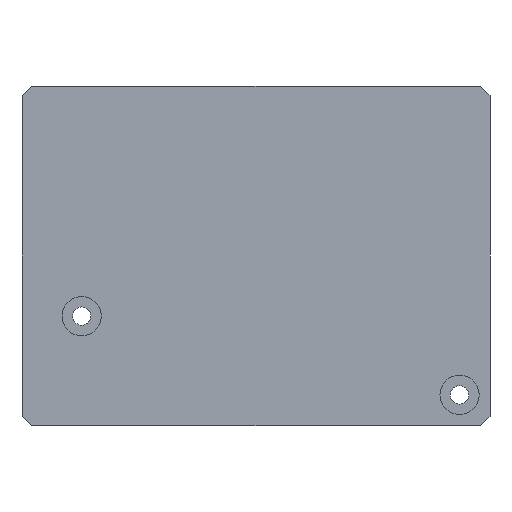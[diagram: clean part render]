
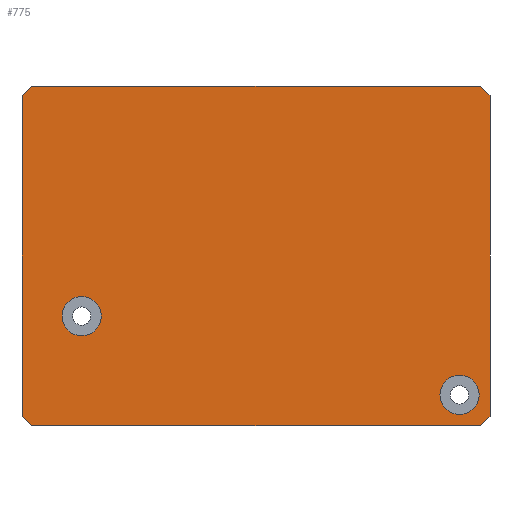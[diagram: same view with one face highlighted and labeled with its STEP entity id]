
A CAD part, front view. The second image highlights one B-rep face of the part: STEP entity #775.
In plain terms, the highlighted planar face has unit normal (0, -1, 0).
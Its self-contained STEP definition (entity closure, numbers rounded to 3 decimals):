
#22=FACE_BOUND('',#125,.T.);
#23=FACE_BOUND('',#126,.T.);
#36=CIRCLE('',#831,3.);
#37=CIRCLE('',#832,3.);
#76=FACE_OUTER_BOUND('',#124,.T.);
#124=EDGE_LOOP('',(#555,#556,#557,#558,#559,#560,#561,#562));
#125=EDGE_LOOP('',(#563));
#126=EDGE_LOOP('',(#564));
#191=LINE('',#1177,#273);
#192=LINE('',#1179,#274);
#193=LINE('',#1181,#275);
#194=LINE('',#1183,#276);
#195=LINE('',#1185,#277);
#196=LINE('',#1187,#278);
#197=LINE('',#1189,#279);
#198=LINE('',#1190,#280);
#273=VECTOR('',#943,10.);
#274=VECTOR('',#944,10.);
#275=VECTOR('',#945,10.);
#276=VECTOR('',#946,10.);
#277=VECTOR('',#947,10.);
#278=VECTOR('',#948,10.);
#279=VECTOR('',#949,10.);
#280=VECTOR('',#950,10.);
#353=VERTEX_POINT('',#1175);
#354=VERTEX_POINT('',#1176);
#355=VERTEX_POINT('',#1178);
#356=VERTEX_POINT('',#1180);
#357=VERTEX_POINT('',#1182);
#358=VERTEX_POINT('',#1184);
#359=VERTEX_POINT('',#1186);
#360=VERTEX_POINT('',#1188);
#361=VERTEX_POINT('',#1191);
#362=VERTEX_POINT('',#1193);
#431=EDGE_CURVE('',#353,#354,#191,.T.);
#432=EDGE_CURVE('',#354,#355,#192,.T.);
#433=EDGE_CURVE('',#355,#356,#193,.T.);
#434=EDGE_CURVE('',#356,#357,#194,.T.);
#435=EDGE_CURVE('',#357,#358,#195,.T.);
#436=EDGE_CURVE('',#358,#359,#196,.T.);
#437=EDGE_CURVE('',#359,#360,#197,.T.);
#438=EDGE_CURVE('',#360,#353,#198,.T.);
#439=EDGE_CURVE('',#361,#361,#36,.T.);
#440=EDGE_CURVE('',#362,#362,#37,.T.);
#555=ORIENTED_EDGE('',*,*,#431,.T.);
#556=ORIENTED_EDGE('',*,*,#432,.T.);
#557=ORIENTED_EDGE('',*,*,#433,.T.);
#558=ORIENTED_EDGE('',*,*,#434,.T.);
#559=ORIENTED_EDGE('',*,*,#435,.T.);
#560=ORIENTED_EDGE('',*,*,#436,.T.);
#561=ORIENTED_EDGE('',*,*,#437,.T.);
#562=ORIENTED_EDGE('',*,*,#438,.T.);
#563=ORIENTED_EDGE('',*,*,#439,.T.);
#564=ORIENTED_EDGE('',*,*,#440,.T.);
#741=PLANE('',#830);
#775=ADVANCED_FACE('',(#76,#22,#23),#741,.T.);
#830=AXIS2_PLACEMENT_3D('',#1174,#941,#942);
#831=AXIS2_PLACEMENT_3D('',#1192,#951,#952);
#832=AXIS2_PLACEMENT_3D('',#1194,#953,#954);
#941=DIRECTION('center_axis',(0.,-1.,0.));
#942=DIRECTION('ref_axis',(0.,0.,1.));
#943=DIRECTION('',(0.707,0.,0.707));
#944=DIRECTION('',(0.,0.,1.));
#945=DIRECTION('',(-0.707,0.,0.707));
#946=DIRECTION('',(-1.,0.,0.));
#947=DIRECTION('',(-0.707,0.,-0.707));
#948=DIRECTION('',(0.,0.,-1.));
#949=DIRECTION('',(0.707,0.,-0.707));
#950=DIRECTION('',(1.,0.,0.));
#951=DIRECTION('center_axis',(0.,1.,0.));
#952=DIRECTION('ref_axis',(1.,0.,0.));
#953=DIRECTION('center_axis',(0.,1.,0.));
#954=DIRECTION('ref_axis',(1.,0.,0.));
#1174=CARTESIAN_POINT('Origin',(0.27,-6.053,-48.961));
#1175=CARTESIAN_POINT('',(68.83,-6.053,-50.461));
#1176=CARTESIAN_POINT('',(70.33,-6.053,-48.961));
#1177=CARTESIAN_POINT('',(52.44,-6.053,-66.851));
#1178=CARTESIAN_POINT('',(70.33,-6.053,-0.015));
#1179=CARTESIAN_POINT('',(70.33,-6.053,-0.015));
#1180=CARTESIAN_POINT('',(68.83,-6.053,1.485));
#1181=CARTESIAN_POINT('',(64.677,-6.053,5.638));
#1182=CARTESIAN_POINT('',(0.27,-6.053,1.485));
#1183=CARTESIAN_POINT('',(0.27,-6.053,1.485));
#1184=CARTESIAN_POINT('',(-1.23,-6.053,-0.015));
#1185=CARTESIAN_POINT('',(-12.717,-6.053,-11.502));
#1186=CARTESIAN_POINT('',(-1.23,-6.053,-48.961));
#1187=CARTESIAN_POINT('',(-1.23,-6.053,-36.725));
#1188=CARTESIAN_POINT('',(0.27,-6.053,-50.461));
#1189=CARTESIAN_POINT('',(-0.48,-6.053,-49.711));
#1190=CARTESIAN_POINT('',(68.83,-6.053,-50.461));
#1191=CARTESIAN_POINT('',(4.89,-6.053,-33.67));
#1192=CARTESIAN_POINT('Origin',(7.89,-6.053,-33.67));
#1193=CARTESIAN_POINT('',(62.675,-6.053,-45.735));
#1194=CARTESIAN_POINT('Origin',(65.675,-6.053,-45.735));
